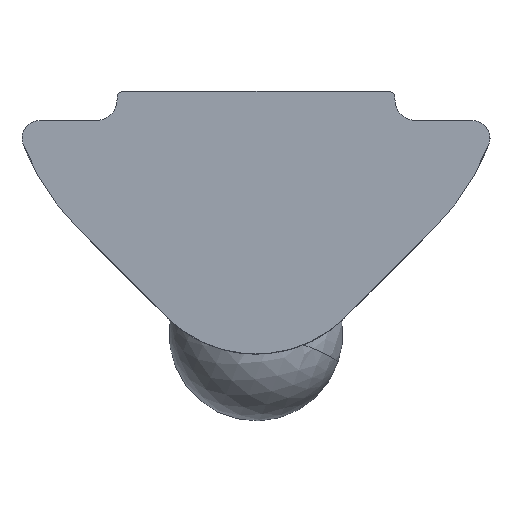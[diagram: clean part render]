
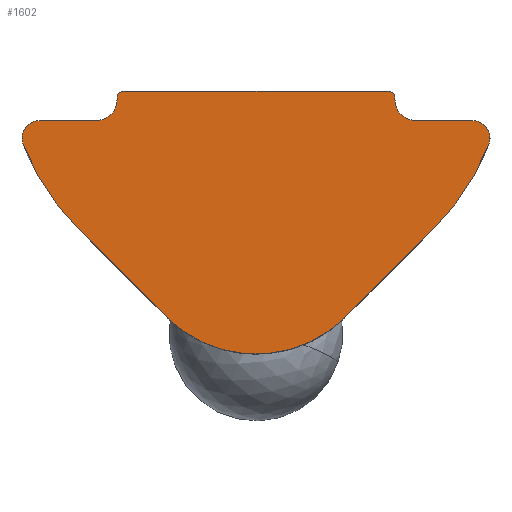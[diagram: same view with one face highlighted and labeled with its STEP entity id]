
A CAD part, left-side view. The second image highlights one B-rep face of the part: STEP entity #1602.
In plain terms, the highlighted planar face has unit normal (-1, 0, 0).
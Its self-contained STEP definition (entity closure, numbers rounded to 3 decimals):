
#719=CARTESIAN_POINT('',(7.,23.8,-3.65));
#720=VERTEX_POINT('',#719);
#727=CARTESIAN_POINT('',(7.,16.2,-3.65));
#728=VERTEX_POINT('',#727);
#729=CARTESIAN_POINT('',(7.,23.8,-3.65));
#730=DIRECTION('',(0.0,-1.0,0.0));
#731=VECTOR('',#730,7.6);
#732=LINE('',#729,#731);
#733=EDGE_CURVE('',#720,#728,#732,.T.);
#750=CARTESIAN_POINT('',(7.,24.0,-3.85));
#751=VERTEX_POINT('',#750);
#758=CARTESIAN_POINT('',(7.,23.8,-3.85));
#759=DIRECTION('',(1.0,0.0,0.0));
#760=DIRECTION('',(0.0,0.0,-1.0));
#761=AXIS2_PLACEMENT_3D('',#758,#759,#760);
#762=CIRCLE('',#761,0.2);
#763=EDGE_CURVE('',#751,#720,#762,.T.);
#775=CARTESIAN_POINT('',(7.,24.,-3.9));
#776=VERTEX_POINT('',#775);
#783=CARTESIAN_POINT('',(7.,24.,-3.9));
#784=DIRECTION('',(0.0,0.,1.0));
#785=VECTOR('',#784,0.05);
#786=LINE('',#783,#785);
#787=EDGE_CURVE('',#776,#751,#786,.T.);
#818=CARTESIAN_POINT('',(7.,25.091,-7.642));
#819=VERTEX_POINT('',#818);
#826=CARTESIAN_POINT('',(7.,26.701,-5.184));
#827=VERTEX_POINT('',#826);
#828=CARTESIAN_POINT('',(7.,20.0,-2.551));
#829=DIRECTION('',(1.0,0.,0.));
#830=DIRECTION('',(0.,-0.931,0.366));
#831=AXIS2_PLACEMENT_3D('',#828,#829,#830);
#832=CIRCLE('',#831,7.2);
#833=EDGE_CURVE('',#819,#827,#832,.T.);
#908=CARTESIAN_POINT('',(7.,26.235,-4.5));
#909=VERTEX_POINT('',#908);
#910=CARTESIAN_POINT('',(7.,26.235,-5.001));
#911=DIRECTION('',(1.0,0.0,0.0));
#912=DIRECTION('',(0.0,0.0,-1.0));
#913=AXIS2_PLACEMENT_3D('',#910,#911,#912);
#914=CIRCLE('',#913,0.501);
#915=EDGE_CURVE('',#827,#909,#914,.T.);
#981=CARTESIAN_POINT('',(7.,24.6,-4.5));
#982=VERTEX_POINT('',#981);
#983=CARTESIAN_POINT('',(7.,26.235,-4.5));
#984=DIRECTION('',(0.0,-1.0,0.0));
#985=VECTOR('',#984,1.635);
#986=LINE('',#983,#985);
#987=EDGE_CURVE('',#909,#982,#986,.T.);
#1055=CARTESIAN_POINT('',(7.,24.6,-3.9));
#1056=DIRECTION('',(-1.0,0.0,0.0));
#1057=DIRECTION('',(0.0,0.0,-1.0));
#1058=AXIS2_PLACEMENT_3D('',#1055,#1056,#1057);
#1059=CIRCLE('',#1058,0.6);
#1060=EDGE_CURVE('',#982,#776,#1059,.T.);
#1286=CARTESIAN_POINT('',(7.,22.583,-10.151));
#1287=VERTEX_POINT('',#1286);
#1294=CARTESIAN_POINT('',(7.,22.583,-10.151));
#1295=DIRECTION('',(0.0,0.707,0.707));
#1296=VECTOR('',#1295,3.548);
#1297=LINE('',#1294,#1296);
#1298=EDGE_CURVE('',#1287,#819,#1297,.T.);
#1324=CARTESIAN_POINT('',(7.,17.417,-10.151));
#1325=VERTEX_POINT('',#1324);
#1332=CARTESIAN_POINT('',(7.,20.0,-7.568));
#1333=DIRECTION('',(1.0,0.,0.));
#1334=DIRECTION('',(0.,-0.707,0.707));
#1335=AXIS2_PLACEMENT_3D('',#1332,#1333,#1334);
#1336=CIRCLE('',#1335,3.653);
#1337=EDGE_CURVE('',#1325,#1287,#1336,.T.);
#1398=CARTESIAN_POINT('',(7.,16.,-3.85));
#1399=VERTEX_POINT('',#1398);
#1400=CARTESIAN_POINT('',(7.,16.2,-3.85));
#1401=DIRECTION('',(1.0,0.0,0.0));
#1402=DIRECTION('',(0.0,1.0,0.0));
#1403=AXIS2_PLACEMENT_3D('',#1400,#1401,#1402);
#1404=CIRCLE('',#1403,0.2);
#1405=EDGE_CURVE('',#728,#1399,#1404,.T.);
#1423=CARTESIAN_POINT('',(7.,16.0,-3.9));
#1424=VERTEX_POINT('',#1423);
#1425=CARTESIAN_POINT('',(7.,16.,-3.85));
#1426=DIRECTION('',(0.0,0.,-1.0));
#1427=VECTOR('',#1426,0.05);
#1428=LINE('',#1425,#1427);
#1429=EDGE_CURVE('',#1399,#1424,#1428,.T.);
#1447=CARTESIAN_POINT('',(7.,15.4,-4.5));
#1448=VERTEX_POINT('',#1447);
#1449=CARTESIAN_POINT('',(7.,15.4,-3.9));
#1450=DIRECTION('',(-1.0,0.0,0.0));
#1451=DIRECTION('',(0.0,1.0,0.0));
#1452=AXIS2_PLACEMENT_3D('',#1449,#1450,#1451);
#1453=CIRCLE('',#1452,0.6);
#1454=EDGE_CURVE('',#1424,#1448,#1453,.T.);
#1472=CARTESIAN_POINT('',(7.,13.765,-4.5));
#1473=VERTEX_POINT('',#1472);
#1474=CARTESIAN_POINT('',(7.,15.4,-4.5));
#1475=DIRECTION('',(0.0,-1.0,0.0));
#1476=VECTOR('',#1475,1.635);
#1477=LINE('',#1474,#1476);
#1478=EDGE_CURVE('',#1448,#1473,#1477,.T.);
#1496=CARTESIAN_POINT('',(7.,13.299,-5.184));
#1497=VERTEX_POINT('',#1496);
#1498=CARTESIAN_POINT('',(7.,13.765,-5.001));
#1499=DIRECTION('',(1.0,0.,0.));
#1500=DIRECTION('',(0.,0.931,0.366));
#1501=AXIS2_PLACEMENT_3D('',#1498,#1499,#1500);
#1502=CIRCLE('',#1501,0.501);
#1503=EDGE_CURVE('',#1473,#1497,#1502,.T.);
#1521=CARTESIAN_POINT('',(7.,14.909,-7.642));
#1522=VERTEX_POINT('',#1521);
#1523=CARTESIAN_POINT('',(7.,20.0,-2.551));
#1524=DIRECTION('',(1.0,0.,0.));
#1525=DIRECTION('',(0.,0.707,0.707));
#1526=AXIS2_PLACEMENT_3D('',#1523,#1524,#1525);
#1527=CIRCLE('',#1526,7.2);
#1528=EDGE_CURVE('',#1497,#1522,#1527,.T.);
#1557=CARTESIAN_POINT('',(7.,14.909,-7.642));
#1558=DIRECTION('',(0.0,0.707,-0.707));
#1559=VECTOR('',#1558,3.548);
#1560=LINE('',#1557,#1559);
#1561=EDGE_CURVE('',#1522,#1325,#1560,.T.);
#1579=CARTESIAN_POINT('',(7.,12.59,-3.272));
#1580=DIRECTION('',(-1.0,0.0,0.0));
#1581=DIRECTION('',(0.0,1.0,0.0));
#1582=AXIS2_PLACEMENT_3D('',#1579,#1580,#1581);
#1583=PLANE('',#1582);
#1584=ORIENTED_EDGE('',*,*,#787,.F.);
#1585=ORIENTED_EDGE('',*,*,#1060,.F.);
#1586=ORIENTED_EDGE('',*,*,#987,.F.);
#1587=ORIENTED_EDGE('',*,*,#915,.F.);
#1588=ORIENTED_EDGE('',*,*,#833,.F.);
#1589=ORIENTED_EDGE('',*,*,#1298,.F.);
#1590=ORIENTED_EDGE('',*,*,#1337,.F.);
#1591=ORIENTED_EDGE('',*,*,#1561,.F.);
#1592=ORIENTED_EDGE('',*,*,#1528,.F.);
#1593=ORIENTED_EDGE('',*,*,#1503,.F.);
#1594=ORIENTED_EDGE('',*,*,#1478,.F.);
#1595=ORIENTED_EDGE('',*,*,#1454,.F.);
#1596=ORIENTED_EDGE('',*,*,#1429,.F.);
#1597=ORIENTED_EDGE('',*,*,#1405,.F.);
#1598=ORIENTED_EDGE('',*,*,#733,.F.);
#1599=ORIENTED_EDGE('',*,*,#763,.F.);
#1600=EDGE_LOOP('',(#1584,#1585,#1586,#1587,#1588,#1589,#1590,#1591,#1592,#1593,#1594,#1595,#1596,#1597,#1598,#1599));
#1601=FACE_OUTER_BOUND('',#1600,.T.);
#1602=ADVANCED_FACE('',(#1601),#1583,.T.);
